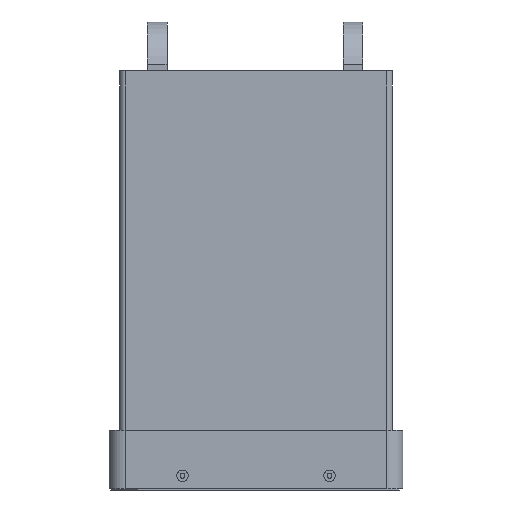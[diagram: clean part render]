
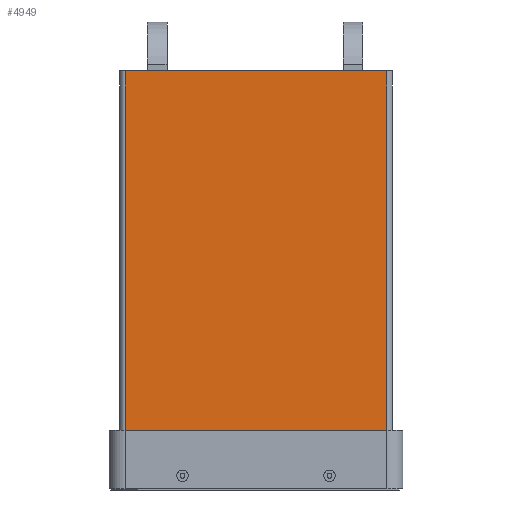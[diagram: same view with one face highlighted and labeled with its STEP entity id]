
A CAD part, left-side view. The second image highlights one B-rep face of the part: STEP entity #4949.
In plain terms, the highlighted planar face has unit normal (-1, 0, 0).
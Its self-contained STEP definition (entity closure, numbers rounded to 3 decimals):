
#265=FACE_OUTER_BOUND('',#552,.T.);
#552=EDGE_LOOP('',(#3620,#3621,#3622,#3623));
#1100=LINE('',#7433,#1649);
#1101=LINE('',#7435,#1650);
#1102=LINE('',#7437,#1651);
#1103=LINE('',#7438,#1652);
#1649=VECTOR('',#5994,10.);
#1650=VECTOR('',#5995,10.);
#1651=VECTOR('',#5996,10.);
#1652=VECTOR('',#5997,10.);
#2184=VERTEX_POINT('',#7431);
#2185=VERTEX_POINT('',#7432);
#2186=VERTEX_POINT('',#7434);
#2187=VERTEX_POINT('',#7436);
#2724=EDGE_CURVE('',#2184,#2185,#1100,.T.);
#2725=EDGE_CURVE('',#2186,#2184,#1101,.T.);
#2726=EDGE_CURVE('',#2187,#2186,#1102,.T.);
#2727=EDGE_CURVE('',#2187,#2185,#1103,.T.);
#3620=ORIENTED_EDGE('',*,*,#2724,.F.);
#3621=ORIENTED_EDGE('',*,*,#2725,.F.);
#3622=ORIENTED_EDGE('',*,*,#2726,.F.);
#3623=ORIENTED_EDGE('',*,*,#2727,.T.);
#4729=PLANE('',#5296);
#4949=ADVANCED_FACE('',(#265),#4729,.F.);
#5296=AXIS2_PLACEMENT_3D('',#7430,#5992,#5993);
#5992=DIRECTION('center_axis',(1.,0.,0.));
#5993=DIRECTION('ref_axis',(0.,-1.,0.));
#5994=DIRECTION('',(0.,1.,0.));
#5995=DIRECTION('',(0.,0.,-1.));
#5996=DIRECTION('',(0.,-1.,0.));
#5997=DIRECTION('',(0.,0.,-1.));
#7430=CARTESIAN_POINT('Origin',(-261.75,-107.5,337.));
#7431=CARTESIAN_POINT('',(-261.75,-187.5,217.));
#7432=CARTESIAN_POINT('',(-261.75,-107.5,217.));
#7433=CARTESIAN_POINT('',(-261.75,-127.5,217.));
#7434=CARTESIAN_POINT('',(-261.75,-187.5,337.));
#7435=CARTESIAN_POINT('',(-261.75,-187.5,337.));
#7436=CARTESIAN_POINT('',(-261.75,-107.5,337.));
#7437=CARTESIAN_POINT('',(-261.75,-127.5,337.));
#7438=CARTESIAN_POINT('',(-261.75,-107.5,337.));
